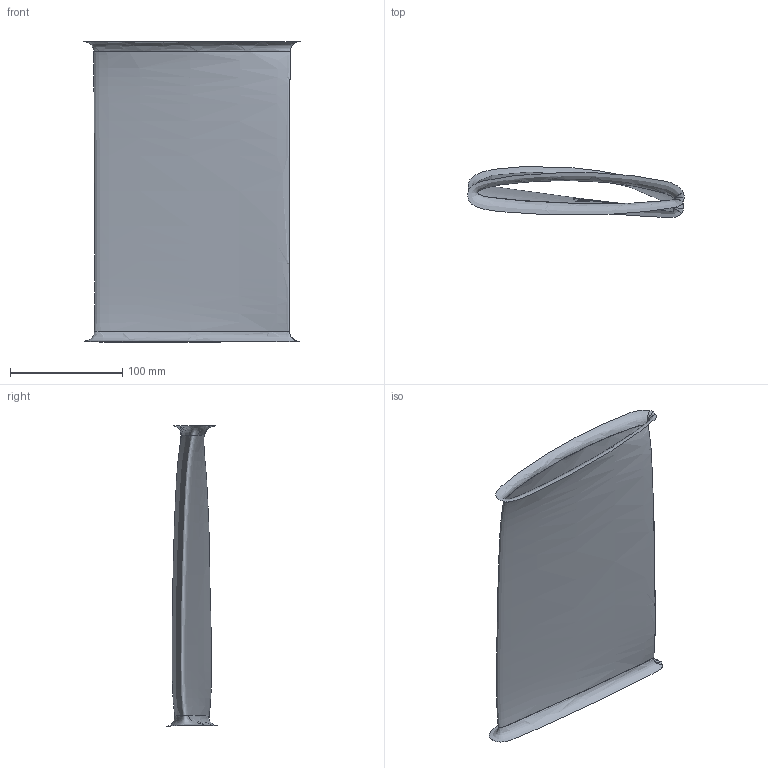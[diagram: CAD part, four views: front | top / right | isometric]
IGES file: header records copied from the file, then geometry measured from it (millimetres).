
Global section: file name: dar-hir-igv.iges; native system: Unigraphics Version 9.1; preprocessor: UG/IGES Version 10.4; date: 950427.082908; units: inch
Bounding box: 192.93 x 45.33 x 267.98 mm (x, y, z)
Surface area: 100058.4 mm2 (no closed solid volume)
Topology: 0 solids, 0 shells, 9 faces, 232 edges, 428 vertices
Faces by surface type: bspline 9
